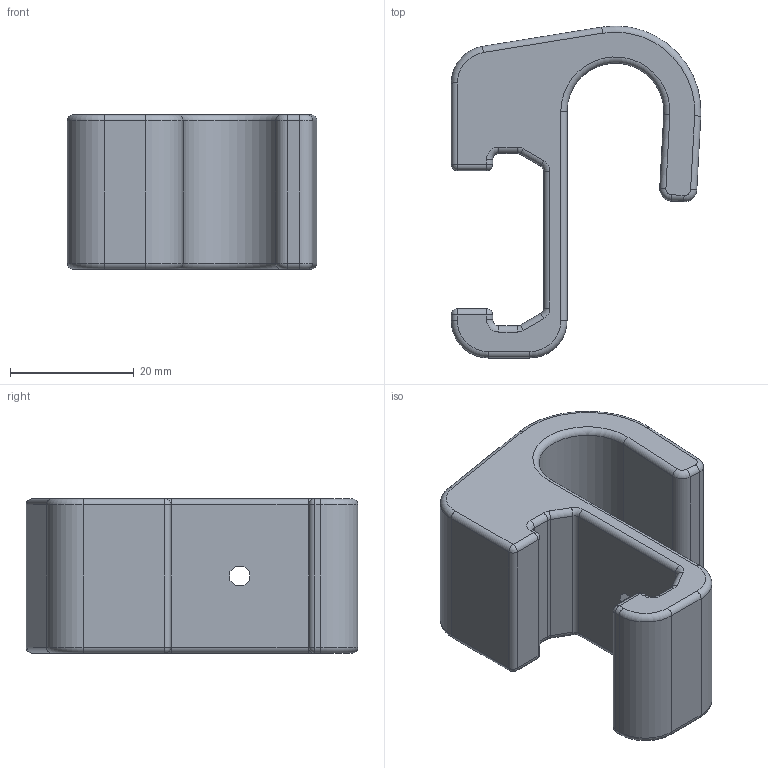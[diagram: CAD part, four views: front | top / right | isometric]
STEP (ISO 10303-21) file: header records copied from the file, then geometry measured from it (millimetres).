
FILE_DESCRIPTION(('FreeCAD Model'),'2;1');
FILE_NAME('Open CASCADE Shape Model','2024-06-23T09:26:22',(''),(''), 'Open CASCADE STEP processor 7.6','FreeCAD','Unknown');
FILE_SCHEMA(('AUTOMOTIVE_DESIGN { 1 0 10303 214 1 1 1 1 }'));
Length unit declared in the file: millimetre
Products named in the file (1): Body
Bounding box: 40.37 x 53.66 x 25 mm (x, y, z)
Volume: 20056 mm3; surface area: 7511 mm2
Topology: 1 solids, 1 shells, 121 faces, 286 edges, 160 vertices
Faces by surface type: cylinder 51, plane 36, torus 26, sphere 8
Entity records: 3398 total; most frequent: DIRECTION 650, CARTESIAN_POINT 560, ORIENTED_EDGE 556, EDGE_CURVE 278, AXIS2_PLACEMENT_3D 250, VERTEX_POINT 160, LINE 150, VECTOR 150
